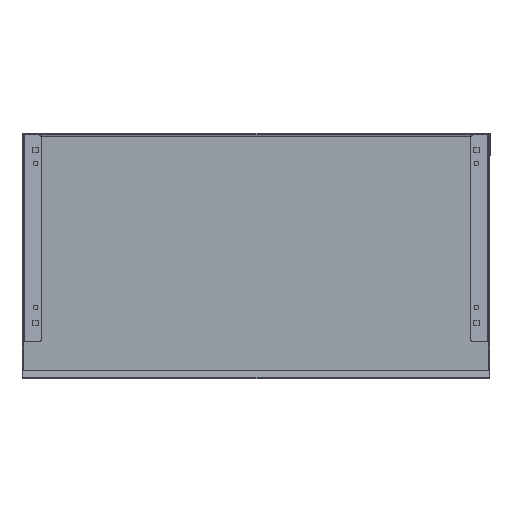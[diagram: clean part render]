
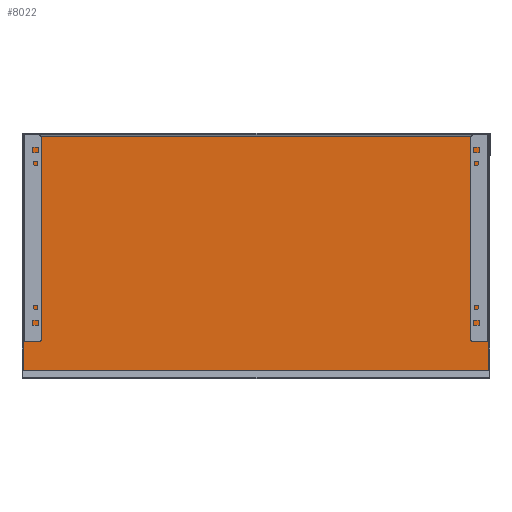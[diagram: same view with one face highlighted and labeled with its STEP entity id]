
A CAD part, front view. The second image highlights one B-rep face of the part: STEP entity #8022.
In plain terms, the highlighted planar face has unit normal (0, -1, 0).
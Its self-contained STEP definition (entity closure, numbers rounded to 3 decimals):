
#383 = ORIENTED_EDGE ( 'NONE', *, *, #1657, .F. ) ;
#810 = VERTEX_POINT ( 'NONE', #2824 ) ;
#890 = ORIENTED_EDGE ( 'NONE', *, *, #7628, .F. ) ;
#994 = VERTEX_POINT ( 'NONE', #8491 ) ;
#1070 = EDGE_CURVE ( 'NONE', #5146, #810, #8561, .T. ) ;
#1212 = ORIENTED_EDGE ( 'NONE', *, *, #5625, .F. ) ;
#1657 = EDGE_CURVE ( 'NONE', #810, #2572, #7063, .T. ) ;
#1703 = DIRECTION ( 'NONE',  ( 0., 0., 1. ) ) ;
#1802 = ORIENTED_EDGE ( 'NONE', *, *, #1070, .F. ) ;
#2061 = VECTOR ( 'NONE', #6150, 1000. ) ;
#2095 = LINE ( 'NONE', #5427, #2061 ) ;
#2557 = CARTESIAN_POINT ( 'NONE',  ( 0., -1.5, 0. ) ) ;
#2572 = VERTEX_POINT ( 'NONE', #3160 ) ;
#2649 = AXIS2_PLACEMENT_3D ( 'NONE', #2557, #6493, #1703 ) ;
#2824 = CARTESIAN_POINT ( 'NONE',  ( 403.5, -1.5, -203.456 ) ) ;
#3160 = CARTESIAN_POINT ( 'NONE',  ( -403.5, -1.5, -203.456 ) ) ;
#4581 = CARTESIAN_POINT ( 'NONE',  ( 403.5, -1.5, 203.328 ) ) ;
#5100 = DIRECTION ( 'NONE',  ( 1., 0., 0. ) ) ;
#5146 = VERTEX_POINT ( 'NONE', #4581 ) ;
#5427 = CARTESIAN_POINT ( 'NONE',  ( -403.5, -1.5, -206.238 ) ) ;
#5625 = EDGE_CURVE ( 'NONE', #2572, #994, #2095, .T. ) ;
#5878 = CARTESIAN_POINT ( 'NONE',  ( 403.5, -1.5, 205.837 ) ) ;
#6150 = DIRECTION ( 'NONE',  ( 0., 0., 1. ) ) ;
#6454 = PLANE ( 'NONE',  #2649 ) ;
#6493 = DIRECTION ( 'NONE',  ( 0., 1., 0. ) ) ;
#6629 = EDGE_LOOP ( 'NONE', ( #383, #1802, #890, #1212 ) ) ;
#6748 = DIRECTION ( 'NONE',  ( 0., 0., -1. ) ) ;
#7046 = VECTOR ( 'NONE', #7432, 1000. ) ;
#7063 = LINE ( 'NONE', #8019, #7046 ) ;
#7352 = LINE ( 'NONE', #8074, #9450 ) ;
#7432 = DIRECTION ( 'NONE',  ( -1., 0., 0. ) ) ;
#7628 = EDGE_CURVE ( 'NONE', #994, #5146, #7352, .T. ) ;
#8019 = CARTESIAN_POINT ( 'NONE',  ( 403.5, -1.5, -203.456 ) ) ;
#8022 = ADVANCED_FACE ( 'NONE', ( #8085 ), #6454, .F. ) ;
#8074 = CARTESIAN_POINT ( 'NONE',  ( -403.5, -1.5, 203.328 ) ) ;
#8085 = FACE_OUTER_BOUND ( 'NONE', #6629, .T. ) ;
#8491 = CARTESIAN_POINT ( 'NONE',  ( -403.5, -1.5, 203.328 ) ) ;
#8545 = VECTOR ( 'NONE', #6748, 1000. ) ;
#8561 = LINE ( 'NONE', #5878, #8545 ) ;
#9450 = VECTOR ( 'NONE', #5100, 1000. ) ;
